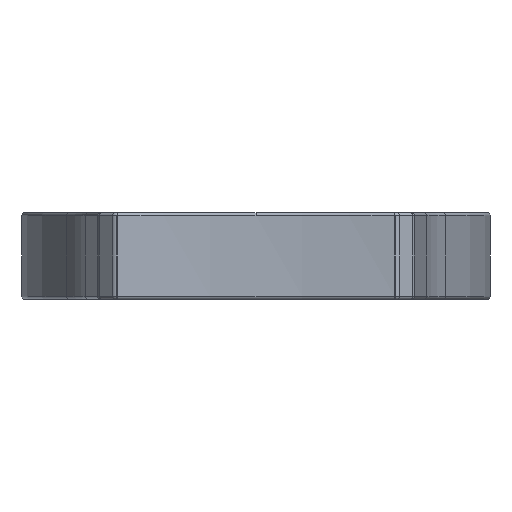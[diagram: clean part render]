
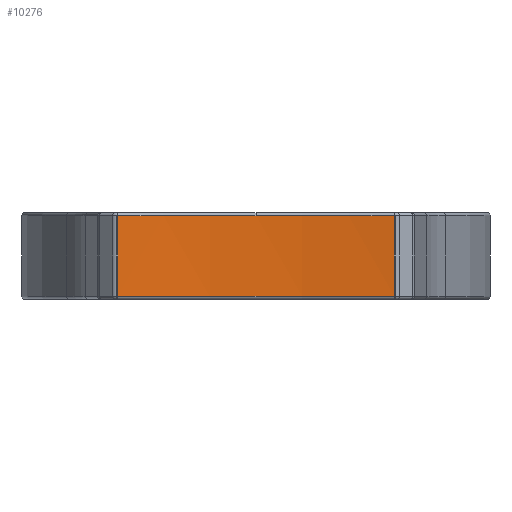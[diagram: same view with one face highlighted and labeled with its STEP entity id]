
A CAD part, left-side view. The second image highlights one B-rep face of the part: STEP entity #10276.
In plain terms, the highlighted cylindrical face has radius 175 mm (diameter 350 mm), a partial arc.
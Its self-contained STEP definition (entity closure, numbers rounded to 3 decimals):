
#649=VECTOR('',#12795,1.);
#650=VECTOR('',#12800,1.);
#1365=LINE('',#16199,#649);
#1366=LINE('',#16206,#650);
#1891=CYLINDRICAL_SURFACE('',#11156,175.);
#2689=VERTEX_POINT('',#16200);
#2690=VERTEX_POINT('',#16201);
#2691=VERTEX_POINT('',#16203);
#2692=VERTEX_POINT('',#16205);
#2693=VERTEX_POINT('',#16207);
#3426=CIRCLE('',#11157,175.);
#3427=CIRCLE('',#11158,175.);
#3428=CIRCLE('',#11159,175.);
#4317=EDGE_CURVE('',#2689,#2690,#1365,.F.);
#4318=EDGE_CURVE('',#2690,#2691,#3426,.F.);
#4319=EDGE_CURVE('',#2691,#2692,#3427,.F.);
#4320=EDGE_CURVE('',#2692,#2693,#1366,.T.);
#4321=EDGE_CURVE('',#2693,#2689,#3428,.T.);
#5982=ORIENTED_EDGE('',*,*,#4317,.T.);
#5983=ORIENTED_EDGE('',*,*,#4318,.T.);
#5984=ORIENTED_EDGE('',*,*,#4319,.T.);
#5985=ORIENTED_EDGE('',*,*,#4320,.T.);
#5986=ORIENTED_EDGE('',*,*,#4321,.T.);
#8859=EDGE_LOOP('',(#5982,#5983,#5984,#5985,#5986));
#9583=FACE_BOUND('',#8859,.T.);
#10276=ADVANCED_FACE('',(#9583),#1891,.F.);
#11156=AXIS2_PLACEMENT_3D('',#16198,#12793,#12794);
#11157=AXIS2_PLACEMENT_3D('',#16202,#12796,#12797);
#11158=AXIS2_PLACEMENT_3D('',#16204,#12798,#12799);
#11159=AXIS2_PLACEMENT_3D('',#16208,#12801,#12802);
#12793=DIRECTION('',(0.,0.,-1.));
#12794=DIRECTION('',(-175.,0.,0.));
#12795=DIRECTION('',(0.,0.,-1.));
#12796=DIRECTION('',(0.,0.,-1.));
#12797=DIRECTION('',(-175.,0.,0.));
#12798=DIRECTION('',(0.,0.,-1.));
#12799=DIRECTION('',(-175.,0.,0.));
#12800=DIRECTION('',(0.,0.,-1.));
#12801=DIRECTION('',(0.,0.,-1.));
#12802=DIRECTION('',(-175.,0.,0.));
#16198=CARTESIAN_POINT('',(-256.8,0.,7.9));
#16199=CARTESIAN_POINT('',(-83.524,-24.506,7.9));
#16200=CARTESIAN_POINT('',(-83.524,-24.506,-7.4));
#16201=CARTESIAN_POINT('',(-83.524,-24.506,6.9));
#16202=CARTESIAN_POINT('',(-256.8,0.,6.9));
#16203=CARTESIAN_POINT('',(-81.8,0.,6.9));
#16204=CARTESIAN_POINT('',(-256.8,0.,6.9));
#16205=CARTESIAN_POINT('',(-83.524,24.506,6.9));
#16206=CARTESIAN_POINT('',(-83.524,24.506,7.9));
#16207=CARTESIAN_POINT('',(-83.524,24.506,-7.4));
#16208=CARTESIAN_POINT('',(-256.8,0.,-7.4));
